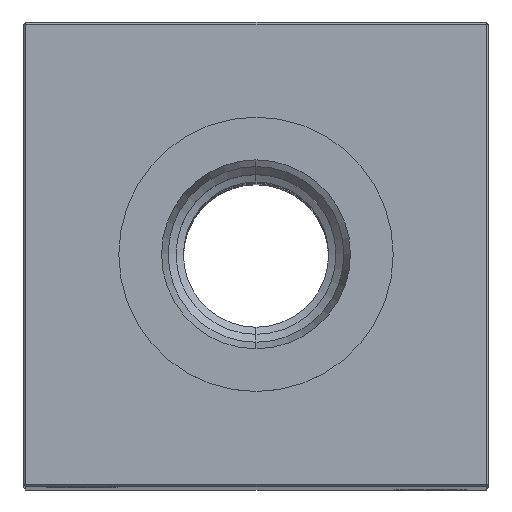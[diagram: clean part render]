
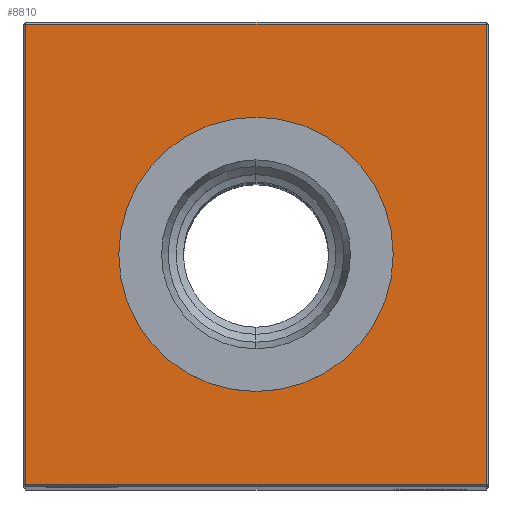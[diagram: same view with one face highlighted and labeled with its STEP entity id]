
A CAD part, top view. The second image highlights one B-rep face of the part: STEP entity #8810.
In plain terms, the highlighted planar face has unit normal (0, 0, 1).
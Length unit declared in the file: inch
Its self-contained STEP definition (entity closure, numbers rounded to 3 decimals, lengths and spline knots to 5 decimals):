
#1309 = DIRECTION ( 'NONE',  ( 0., -1., 0. ) ) ;
#2957 = CARTESIAN_POINT ( 'NONE',  ( 0., -0.59055, 8.25 ) ) ;
#3044 = AXIS2_PLACEMENT_3D ( 'NONE', #19944, #23757, #26326 ) ;
#3937 = ORIENTED_EDGE ( 'NONE', *, *, #19020, .T. ) ;
#4192 = EDGE_CURVE ( 'NONE', #26649, #18595, #6856, .T. ) ;
#4382 = CIRCLE ( 'NONE', #3044, 0.59055 ) ;
#4418 = DIRECTION ( 'NONE',  ( 0., 1., 0. ) ) ;
#4423 = DIRECTION ( 'NONE',  ( -1., 0., 0. ) ) ;
#4627 = EDGE_LOOP ( 'NONE', ( #8406, #13383, #23837, #15863 ) ) ;
#5004 = DIRECTION ( 'NONE',  ( 1., 0., 0. ) ) ;
#5035 = DIRECTION ( 'NONE',  ( -1., 0., 0. ) ) ;
#5443 = DIRECTION ( 'NONE',  ( 0., 0., -1. ) ) ;
#5694 = CARTESIAN_POINT ( 'NONE',  ( 0., 0.59055, 8.25 ) ) ;
#5876 = ORIENTED_EDGE ( 'NONE', *, *, #14843, .T. ) ;
#5985 = FACE_BOUND ( 'NONE', #28129, .T. ) ;
#6139 = AXIS2_PLACEMENT_3D ( 'NONE', #24894, #5443, #21188 ) ;
#6856 = LINE ( 'NONE', #15516, #19269 ) ;
#7093 = EDGE_CURVE ( 'NONE', #18595, #12982, #12598, .T. ) ;
#7734 = PLANE ( 'NONE',  #6139 ) ;
#7774 = VERTEX_POINT ( 'NONE', #2957 ) ;
#8406 = ORIENTED_EDGE ( 'NONE', *, *, #15085, .T. ) ;
#8810 = ADVANCED_FACE ( 'NONE', ( #27032, #5985 ), #7734, .F. ) ;
#9496 = CARTESIAN_POINT ( 'NONE',  ( 0.99, 0.99, 8.25 ) ) ;
#10210 = CARTESIAN_POINT ( 'NONE',  ( -0.99, -0.99, 8.25 ) ) ;
#12598 = LINE ( 'NONE', #18818, #21503 ) ;
#12982 = VERTEX_POINT ( 'NONE', #23845 ) ;
#13383 = ORIENTED_EDGE ( 'NONE', *, *, #13588, .T. ) ;
#13588 = EDGE_CURVE ( 'NONE', #26900, #26649, #26596, .T. ) ;
#13703 = VERTEX_POINT ( 'NONE', #5694 ) ;
#14843 = EDGE_CURVE ( 'NONE', #7774, #13703, #4382, .T. ) ;
#14849 = VECTOR ( 'NONE', #1309, 39.37008 ) ;
#15085 = EDGE_CURVE ( 'NONE', #12982, #26900, #18777, .T. ) ;
#15516 = CARTESIAN_POINT ( 'NONE',  ( 0.99, 0., 8.25 ) ) ;
#15863 = ORIENTED_EDGE ( 'NONE', *, *, #7093, .T. ) ;
#18595 = VERTEX_POINT ( 'NONE', #9496 ) ;
#18777 = LINE ( 'NONE', #27855, #14849 ) ;
#18818 = CARTESIAN_POINT ( 'NONE',  ( 0., 0.99, 8.25 ) ) ;
#19020 = EDGE_CURVE ( 'NONE', #13703, #7774, #20125, .T. ) ;
#19269 = VECTOR ( 'NONE', #4418, 39.37008 ) ;
#19944 = CARTESIAN_POINT ( 'NONE',  ( 0., 0., 8.25 ) ) ;
#20125 = CIRCLE ( 'NONE', #26458, 0.59055 ) ;
#21188 = DIRECTION ( 'NONE',  ( -1., 0., 0. ) ) ;
#21503 = VECTOR ( 'NONE', #4423, 39.37008 ) ;
#22758 = CARTESIAN_POINT ( 'NONE',  ( 0., -0.99, 8.25 ) ) ;
#22972 = VECTOR ( 'NONE', #5004, 39.37008 ) ;
#23757 = DIRECTION ( 'NONE',  ( 0., 0., -1. ) ) ;
#23837 = ORIENTED_EDGE ( 'NONE', *, *, #4192, .T. ) ;
#23845 = CARTESIAN_POINT ( 'NONE',  ( -0.99, 0.99, 8.25 ) ) ;
#24347 = DIRECTION ( 'NONE',  ( 0., 0., -1. ) ) ;
#24550 = CARTESIAN_POINT ( 'NONE',  ( 0.99, -0.99, 8.25 ) ) ;
#24624 = CARTESIAN_POINT ( 'NONE',  ( 0., 0., 8.25 ) ) ;
#24894 = CARTESIAN_POINT ( 'NONE',  ( 0., 0., 8.25 ) ) ;
#26326 = DIRECTION ( 'NONE',  ( -1., 0., 0. ) ) ;
#26458 = AXIS2_PLACEMENT_3D ( 'NONE', #24624, #24347, #5035 ) ;
#26596 = LINE ( 'NONE', #22758, #22972 ) ;
#26649 = VERTEX_POINT ( 'NONE', #24550 ) ;
#26900 = VERTEX_POINT ( 'NONE', #10210 ) ;
#27032 = FACE_OUTER_BOUND ( 'NONE', #4627, .T. ) ;
#27855 = CARTESIAN_POINT ( 'NONE',  ( -0.99, 0., 8.25 ) ) ;
#28129 = EDGE_LOOP ( 'NONE', ( #3937, #5876 ) ) ;
